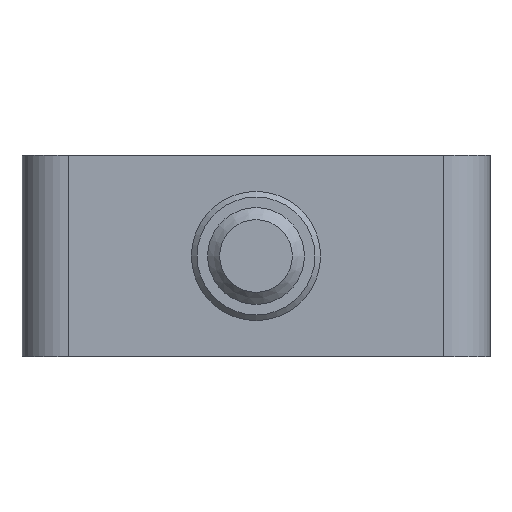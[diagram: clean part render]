
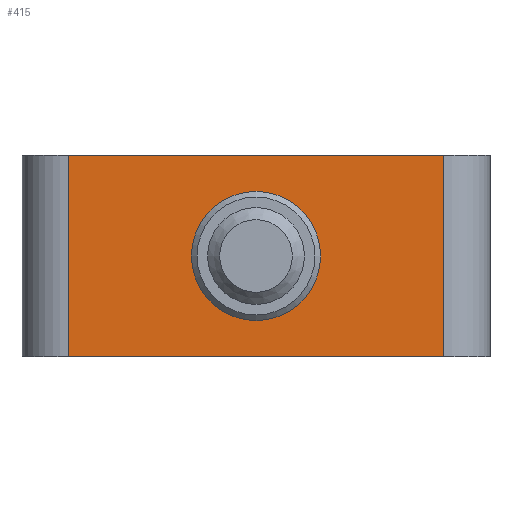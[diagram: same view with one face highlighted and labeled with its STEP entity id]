
A CAD part, left-side view. The second image highlights one B-rep face of the part: STEP entity #415.
In plain terms, the highlighted planar face has unit normal (-1, 0, 0).
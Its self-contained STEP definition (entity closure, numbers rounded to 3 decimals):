
#25=CIRCLE('',#459,8.);
#58=ORIENTED_EDGE('',*,*,#163,.F.);
#59=ORIENTED_EDGE('',*,*,#164,.F.);
#60=ORIENTED_EDGE('',*,*,#162,.F.);
#61=ORIENTED_EDGE('',*,*,#165,.T.);
#62=ORIENTED_EDGE('',*,*,#166,.T.);
#162=EDGE_CURVE('',#214,#213,#252,.T.);
#163=EDGE_CURVE('',#215,#215,#25,.T.);
#164=EDGE_CURVE('',#213,#216,#253,.T.);
#165=EDGE_CURVE('',#214,#217,#254,.T.);
#166=EDGE_CURVE('',#217,#216,#255,.T.);
#213=VERTEX_POINT('',#643);
#214=VERTEX_POINT('',#645);
#215=VERTEX_POINT('',#649);
#216=VERTEX_POINT('',#651);
#217=VERTEX_POINT('',#653);
#252=LINE('',#646,#286);
#253=LINE('',#650,#287);
#254=LINE('',#652,#288);
#255=LINE('',#654,#289);
#286=VECTOR('',#515,1000.);
#287=VECTOR('',#520,1000.);
#288=VECTOR('',#521,1000.);
#289=VECTOR('',#522,1000.);
#318=EDGE_LOOP('',(#58));
#319=EDGE_LOOP('',(#59,#60,#61,#62));
#358=FACE_BOUND('',#318,.T.);
#359=FACE_BOUND('',#319,.T.);
#397=PLANE('',#458);
#415=ADVANCED_FACE('',(#358,#359),#397,.T.);
#458=AXIS2_PLACEMENT_3D('',#647,#516,#517);
#459=AXIS2_PLACEMENT_3D('',#648,#518,#519);
#515=DIRECTION('',(0.,0.,1.));
#516=DIRECTION('',(-1.,0.,0.));
#517=DIRECTION('',(0.,-1.,0.));
#518=DIRECTION('',(-1.,0.,0.));
#519=DIRECTION('',(0.,-1.,0.));
#520=DIRECTION('',(0.,-1.,0.));
#521=DIRECTION('',(0.,-1.,0.));
#522=DIRECTION('',(0.,0.,1.));
#643=CARTESIAN_POINT('',(-36.239,52.25,0.));
#645=CARTESIAN_POINT('',(-36.239,52.25,-25.));
#646=CARTESIAN_POINT('',(-36.239,52.25,-25.));
#647=CARTESIAN_POINT('',(-36.239,52.25,-25.));
#648=CARTESIAN_POINT('',(-36.239,29.,-12.5));
#649=CARTESIAN_POINT('',(-36.239,21.,-12.5));
#650=CARTESIAN_POINT('',(-36.239,52.25,0.));
#651=CARTESIAN_POINT('',(-36.239,5.75,0.));
#652=CARTESIAN_POINT('',(-36.239,52.25,-25.));
#653=CARTESIAN_POINT('',(-36.239,5.75,-25.));
#654=CARTESIAN_POINT('',(-36.239,5.75,-25.));
